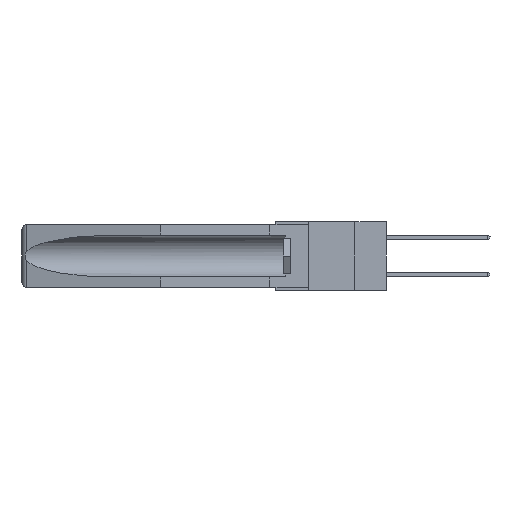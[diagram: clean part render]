
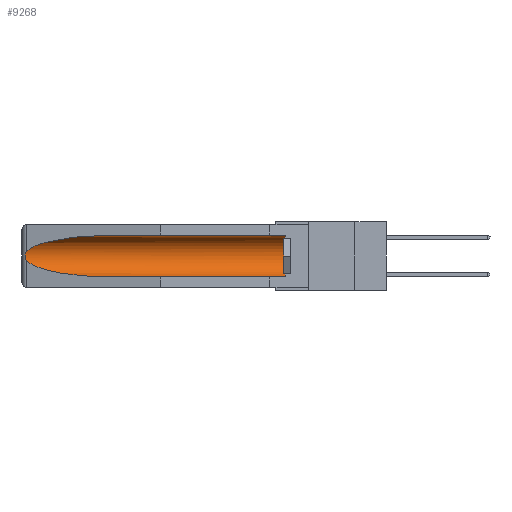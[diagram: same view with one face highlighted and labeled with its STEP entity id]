
A CAD part, left-side view. The second image highlights one B-rep face of the part: STEP entity #9268.
In plain terms, the highlighted cylindrical face has radius 2.857 mm (diameter 5.715 mm), a partial arc.
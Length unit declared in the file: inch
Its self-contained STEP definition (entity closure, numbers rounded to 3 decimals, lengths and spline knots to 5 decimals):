
#952 = ORIENTED_EDGE ( 'NONE', *, *, #23952, .F. ) ;
#1193 = DIRECTION ( 'NONE',  ( 0., 1., 0. ) ) ;
#2284 = DIRECTION ( 'NONE',  ( 0., 1., 0. ) ) ;
#3421 = VERTEX_POINT ( 'NONE', #14106 ) ;
#4477 = LINE ( 'NONE', #28281, #11840 ) ;
#4666 = ORIENTED_EDGE ( 'NONE', *, *, #17289, .T. ) ;
#5250 = CARTESIAN_POINT ( 'NONE',  ( 0.25451, 1.48313, -0.09465 ) ) ;
#6380 = CARTESIAN_POINT ( 'NONE',  ( 0.155, 0.126, -0.284 ) ) ;
#7195 = VERTEX_POINT ( 'NONE', #6380 ) ;
#7450 = CARTESIAN_POINT ( 'NONE',  ( 0.26537, 1.52718, -0.14972 ) ) ;
#7536 = CARTESIAN_POINT ( 'NONE',  ( 0.26537, 1.52718, -0.14972 ) ) ;
#8230 = CARTESIAN_POINT ( 'NONE',  ( 0.155, 1.07973, -0.059 ) ) ;
#8834 = ORIENTED_EDGE ( 'NONE', *, *, #19540, .T. ) ;
#8953 = VECTOR ( 'NONE', #9728, 39.37008 ) ;
#8976 = VERTEX_POINT ( 'NONE', #17896 ) ;
#9268 = ADVANCED_FACE ( 'NONE', ( #13318 ), #14862, .F. ) ;
#9728 = DIRECTION ( 'NONE',  ( 0., 1., 0. ) ) ;
#9831 = CARTESIAN_POINT ( 'NONE',  ( 0.155, 0.126, -0.059 ) ) ;
#10023 = CARTESIAN_POINT ( 'NONE',  ( 0.2675, 1.53308, -0.17534 ) ) ;
#10805 = B_SPLINE_CURVE_WITH_KNOTS ( 'NONE', 3,
 ( #7450, #24586, #17383, #12403, #22320, #10023, #26849, #27274, #12516, #17495 ),
 .UNSPECIFIED., .F., .F.,
 ( 4, 2, 2, 2, 4 ),
 ( 0., 0.00029, 0.00058, 0.00087, 0.00117 ),
 .UNSPECIFIED. ) ;
#11260 = CIRCLE ( 'NONE', #22329, 0.1125 ) ;
#11840 = VECTOR ( 'NONE', #1193, 39.37008 ) ;
#11972 = CARTESIAN_POINT ( 'NONE',  ( 0.26537, 1.52718, -0.19328 ) ) ;
#12044 = VERTEX_POINT ( 'NONE', #8230 ) ;
#12403 = CARTESIAN_POINT ( 'NONE',  ( 0.2673, 1.5327, -0.16383 ) ) ;
#12516 = CARTESIAN_POINT ( 'NONE',  ( 0.26597, 1.5296, -0.19026 ) ) ;
#13292 = VERTEX_POINT ( 'NONE', #22894 ) ;
#13318 = FACE_OUTER_BOUND ( 'NONE', #15076, .T. ) ;
#14106 = CARTESIAN_POINT ( 'NONE',  ( 0.26537, 1.52718, -0.14972 ) ) ;
#14688 = CARTESIAN_POINT ( 'NONE',  ( 0.21114, 1.30732, -0.284 ) ) ;
#14797 = CARTESIAN_POINT ( 'NONE',  ( 0.155, 1.07973, -0.059 ) ) ;
#14862 = CYLINDRICAL_SURFACE ( 'NONE', #17075, 0.1125 ) ;
#15076 = EDGE_LOOP ( 'NONE', ( #4666, #17860, #8834, #952, #26925, #17252 ) ) ;
#15579 =( BOUNDED_CURVE ( )  B_SPLINE_CURVE ( 3, ( #11972, #19524, #14688, #31897 ),
 .UNSPECIFIED., .F., .F. ) 
 B_SPLINE_CURVE_WITH_KNOTS ( ( 4, 4 ),
 ( 0.1948, 1.5708 ),
 .UNSPECIFIED. ) 
 CURVE ( )  GEOMETRIC_REPRESENTATION_ITEM ( )  RATIONAL_B_SPLINE_CURVE ( ( 1., 0.848, 0.848, 1. ) ) 
 REPRESENTATION_ITEM ( '' )  );
#16199 = DIRECTION ( 'NONE',  ( 0., -1., 0. ) ) ;
#17075 = AXIS2_PLACEMENT_3D ( 'NONE', #31932, #2284, #26980 ) ;
#17252 = ORIENTED_EDGE ( 'NONE', *, *, #20606, .T. ) ;
#17289 = EDGE_CURVE ( 'NONE', #12044, #3421, #22279, .T. ) ;
#17383 = CARTESIAN_POINT ( 'NONE',  ( 0.26654, 1.53092, -0.15636 ) ) ;
#17495 = CARTESIAN_POINT ( 'NONE',  ( 0.26537, 1.52718, -0.19328 ) ) ;
#17860 = ORIENTED_EDGE ( 'NONE', *, *, #29151, .T. ) ;
#17896 = CARTESIAN_POINT ( 'NONE',  ( 0.26537, 1.52718, -0.19328 ) ) ;
#19524 = CARTESIAN_POINT ( 'NONE',  ( 0.25451, 1.48313, -0.24835 ) ) ;
#19540 = EDGE_CURVE ( 'NONE', #8976, #13292, #15579, .T. ) ;
#19855 = VERTEX_POINT ( 'NONE', #9831 ) ;
#19955 = CARTESIAN_POINT ( 'NONE',  ( 0.21114, 1.30732, -0.059 ) ) ;
#20606 = EDGE_CURVE ( 'NONE', #19855, #12044, #29375, .T. ) ;
#22279 =( BOUNDED_CURVE ( )  B_SPLINE_CURVE ( 3, ( #14797, #19955, #5250, #7536 ),
 .UNSPECIFIED., .F., .F. ) 
 B_SPLINE_CURVE_WITH_KNOTS ( ( 4, 4 ),
 ( 4.71239, 6.08839 ),
 .UNSPECIFIED. ) 
 CURVE ( )  GEOMETRIC_REPRESENTATION_ITEM ( )  RATIONAL_B_SPLINE_CURVE ( ( 1., 0.848, 0.848, 1. ) ) 
 REPRESENTATION_ITEM ( '' )  );
#22320 = CARTESIAN_POINT ( 'NONE',  ( 0.2675, 1.53308, -0.16763 ) ) ;
#22329 = AXIS2_PLACEMENT_3D ( 'NONE', #23926, #16199, #26412 ) ;
#22894 = CARTESIAN_POINT ( 'NONE',  ( 0.155, 1.07973, -0.284 ) ) ;
#23926 = CARTESIAN_POINT ( 'NONE',  ( 0.155, 0.126, -0.1715 ) ) ;
#23952 = EDGE_CURVE ( 'NONE', #7195, #13292, #4477, .T. ) ;
#24502 = CARTESIAN_POINT ( 'NONE',  ( 0.155, -0.30754, -0.059 ) ) ;
#24586 = CARTESIAN_POINT ( 'NONE',  ( 0.26597, 1.52961, -0.15275 ) ) ;
#26412 = DIRECTION ( 'NONE',  ( 0., 0., 1. ) ) ;
#26849 = CARTESIAN_POINT ( 'NONE',  ( 0.2673, 1.53269, -0.17917 ) ) ;
#26925 = ORIENTED_EDGE ( 'NONE', *, *, #30091, .T. ) ;
#26980 = DIRECTION ( 'NONE',  ( 0., 0., 1. ) ) ;
#27274 = CARTESIAN_POINT ( 'NONE',  ( 0.26655, 1.53094, -0.18657 ) ) ;
#28281 = CARTESIAN_POINT ( 'NONE',  ( 0.155, -0.30754, -0.284 ) ) ;
#29151 = EDGE_CURVE ( 'NONE', #3421, #8976, #10805, .T. ) ;
#29375 = LINE ( 'NONE', #24502, #8953 ) ;
#30091 = EDGE_CURVE ( 'NONE', #7195, #19855, #11260, .T. ) ;
#31897 = CARTESIAN_POINT ( 'NONE',  ( 0.155, 1.07973, -0.284 ) ) ;
#31932 = CARTESIAN_POINT ( 'NONE',  ( 0.155, -0.30754, -0.1715 ) ) ;
